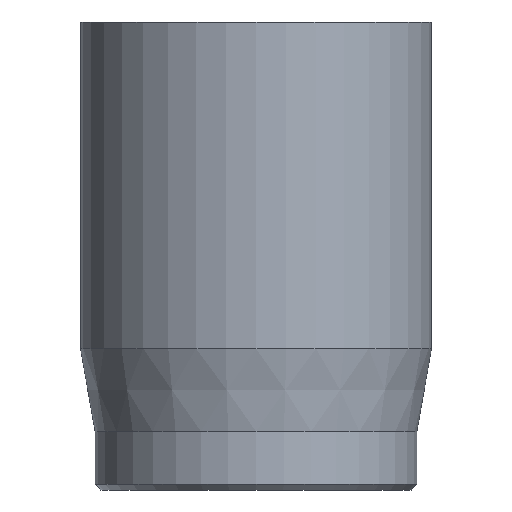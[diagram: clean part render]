
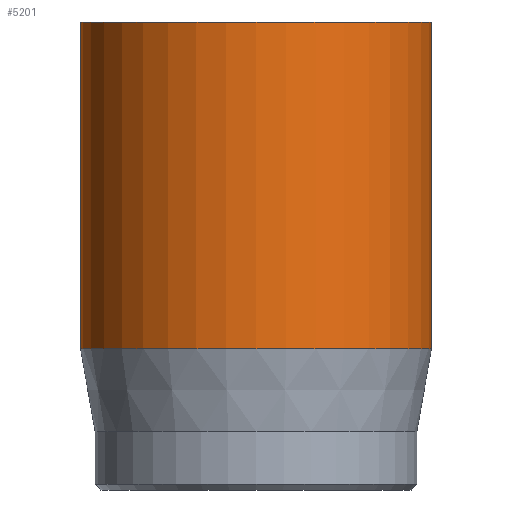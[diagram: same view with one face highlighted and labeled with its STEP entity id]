
A CAD part, front view. The second image highlights one B-rep face of the part: STEP entity #5201.
In plain terms, the highlighted cylindrical face has radius 3 mm (diameter 6 mm), a full revolution.
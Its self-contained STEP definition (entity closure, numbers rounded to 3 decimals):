
#31=CYLINDRICAL_SURFACE('',#5411,3.);
#45=CIRCLE('',#5385,3.);
#57=CIRCLE('',#5409,3.);
#58=CIRCLE('',#5410,3.);
#815=FACE_OUTER_BOUND('',#1117,.T.);
#1117=EDGE_LOOP('',(#4713,#4714,#4715,#4716,#4717));
#1544=LINE('',#9667,#1977);
#1977=VECTOR('',#6106,3.);
#2474=VERTEX_POINT('',#9619);
#2486=VERTEX_POINT('',#9661);
#2487=VERTEX_POINT('',#9662);
#3219=EDGE_CURVE('',#2474,#2474,#45,.T.);
#3237=EDGE_CURVE('',#2486,#2487,#57,.T.);
#3238=EDGE_CURVE('',#2487,#2486,#58,.T.);
#3240=EDGE_CURVE('',#2474,#2486,#1544,.T.);
#4713=ORIENTED_EDGE('',*,*,#3219,.T.);
#4714=ORIENTED_EDGE('',*,*,#3240,.T.);
#4715=ORIENTED_EDGE('',*,*,#3237,.T.);
#4716=ORIENTED_EDGE('',*,*,#3238,.T.);
#4717=ORIENTED_EDGE('',*,*,#3240,.F.);
#5201=ADVANCED_FACE('',(#815),#31,.T.);
#5385=AXIS2_PLACEMENT_3D('',#9620,#6045,#6046);
#5409=AXIS2_PLACEMENT_3D('',#9663,#6099,#6100);
#5410=AXIS2_PLACEMENT_3D('',#9664,#6101,#6102);
#5411=AXIS2_PLACEMENT_3D('',#9666,#6104,#6105);
#6045=DIRECTION('center_axis',(0.,0.,-1.));
#6046=DIRECTION('ref_axis',(-1.,0.,0.));
#6099=DIRECTION('center_axis',(0.,0.,1.));
#6100=DIRECTION('ref_axis',(-1.,0.,0.));
#6101=DIRECTION('center_axis',(0.,0.,1.));
#6102=DIRECTION('ref_axis',(-1.,0.,0.));
#6104=DIRECTION('center_axis',(0.,0.,1.));
#6105=DIRECTION('ref_axis',(-1.,0.,0.));
#6106=DIRECTION('',(0.,0.,-1.));
#9619=CARTESIAN_POINT('',(3.,0.,8.));
#9620=CARTESIAN_POINT('Origin',(0.,0.,8.));
#9661=CARTESIAN_POINT('',(3.,0.,2.418));
#9662=CARTESIAN_POINT('',(-3.,0.,2.418));
#9663=CARTESIAN_POINT('Origin',(0.,0.,2.418));
#9664=CARTESIAN_POINT('Origin',(0.,0.,2.418));
#9666=CARTESIAN_POINT('Origin',(0.,0.,0.));
#9667=CARTESIAN_POINT('',(3.,0.,0.));
